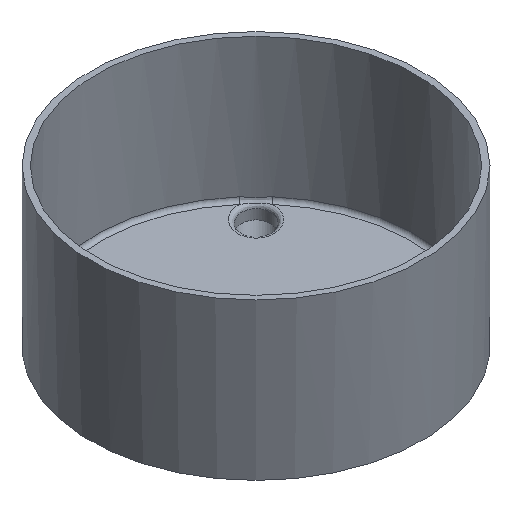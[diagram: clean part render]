
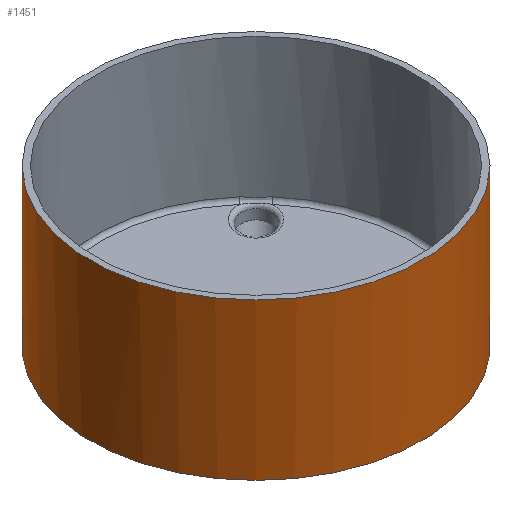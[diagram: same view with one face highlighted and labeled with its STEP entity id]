
A CAD part, left-side view. The second image highlights one B-rep face of the part: STEP entity #1451.
In plain terms, the highlighted cylindrical face has radius 42.5 mm (diameter 85 mm), a full revolution.
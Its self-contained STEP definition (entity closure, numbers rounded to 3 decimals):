
#113=CARTESIAN_POINT('',(0.,82.,70.398));
#114=VERTEX_POINT('',#113);
#121=CARTESIAN_POINT('',(0.,58.,70.398));
#122=VERTEX_POINT('',#121);
#123=CARTESIAN_POINT('',(0.,70.,-0.684));
#124=DIRECTION('',(1.,0.,0.));
#125=DIRECTION('',(0.,0.,-1.));
#126=AXIS2_PLACEMENT_3D('',#123,#124,#125);
#127=ELLIPSE('',#126,74.096,42.5);
#128=EDGE_CURVE('',#114,#122,#127,.T.);
#241=CARTESIAN_POINT('',(-2.869,82.,74.494));
#242=VERTEX_POINT('',#241);
#249=CARTESIAN_POINT('',(-2.869,82.,74.494));
#250=DIRECTION('',(0.574,0.,-0.819));
#251=VECTOR('',#250,5.001);
#252=LINE('',#249,#251);
#253=EDGE_CURVE('',#242,#114,#252,.T.);
#280=CARTESIAN_POINT('',(-2.869,58.,74.494));
#281=VERTEX_POINT('',#280);
#282=CARTESIAN_POINT('',(-2.869,58.,74.494));
#283=DIRECTION('',(0.574,0.,-0.819));
#284=VECTOR('',#283,5.001);
#285=LINE('',#282,#284);
#286=EDGE_CURVE('',#281,#122,#285,.T.);
#1238=CARTESIAN_POINT('',(-71.08,70.,26.732));
#1239=VERTEX_POINT('',#1238);
#1240=CARTESIAN_POINT('',(-36.266,70.,51.109));
#1241=DIRECTION('',(-0.574,0.,0.819));
#1242=DIRECTION('',(0.819,0.,0.574));
#1243=AXIS2_PLACEMENT_3D('',#1240,#1241,#1242);
#1244=CIRCLE('',#1243,42.5);
#1245=EDGE_CURVE('',#1239,#281,#1244,.T.);
#1247=CARTESIAN_POINT('',(-36.266,70.,51.109));
#1248=DIRECTION('',(-0.574,0.,0.819));
#1249=DIRECTION('',(0.819,0.,0.574));
#1250=AXIS2_PLACEMENT_3D('',#1247,#1248,#1249);
#1251=CIRCLE('',#1250,42.5);
#1252=EDGE_CURVE('',#242,#1239,#1251,.T.);
#1414=CARTESIAN_POINT('',(-59.209,70.,83.875));
#1415=DIRECTION('',(0.574,0.,-0.819));
#1416=DIRECTION('',(-0.819,0.,-0.574));
#1417=AXIS2_PLACEMENT_3D('',#1414,#1415,#1416);
#1418=CYLINDRICAL_SURFACE('',#1417,42.5);
#1419=CARTESIAN_POINT('',(-94.023,70.,59.498));
#1420=VERTEX_POINT('',#1419);
#1421=CARTESIAN_POINT('',(-71.08,70.,26.732));
#1422=DIRECTION('',(-0.574,-0.,0.819));
#1423=VECTOR('',#1422,40.);
#1424=LINE('',#1421,#1423);
#1425=EDGE_CURVE('',#1239,#1420,#1424,.T.);
#1426=ORIENTED_EDGE('',*,*,#1425,.T.);
#1427=CARTESIAN_POINT('',(-24.395,70.,108.252));
#1428=VERTEX_POINT('',#1427);
#1429=CARTESIAN_POINT('',(-59.209,70.,83.875));
#1430=DIRECTION('',(-0.574,0.,0.819));
#1431=DIRECTION('',(0.819,0.,0.574));
#1432=AXIS2_PLACEMENT_3D('',#1429,#1430,#1431);
#1433=CIRCLE('',#1432,42.5);
#1434=EDGE_CURVE('',#1428,#1420,#1433,.T.);
#1435=ORIENTED_EDGE('',*,*,#1434,.F.);
#1436=CARTESIAN_POINT('',(-59.209,70.,83.875));
#1437=DIRECTION('',(-0.574,0.,0.819));
#1438=DIRECTION('',(0.819,0.,0.574));
#1439=AXIS2_PLACEMENT_3D('',#1436,#1437,#1438);
#1440=CIRCLE('',#1439,42.5);
#1441=EDGE_CURVE('',#1420,#1428,#1440,.T.);
#1442=ORIENTED_EDGE('',*,*,#1441,.F.);
#1443=ORIENTED_EDGE('',*,*,#1425,.F.);
#1444=ORIENTED_EDGE('',*,*,#1245,.T.);
#1445=ORIENTED_EDGE('',*,*,#286,.T.);
#1446=ORIENTED_EDGE('',*,*,#128,.F.);
#1447=ORIENTED_EDGE('',*,*,#253,.F.);
#1448=ORIENTED_EDGE('',*,*,#1252,.T.);
#1449=EDGE_LOOP('',(#1426,#1435,#1442,#1443,#1444,#1445,#1446,#1447,#1448));
#1450=FACE_BOUND('',#1449,.T.);
#1451=ADVANCED_FACE('',(#1450),#1418,.T.);
